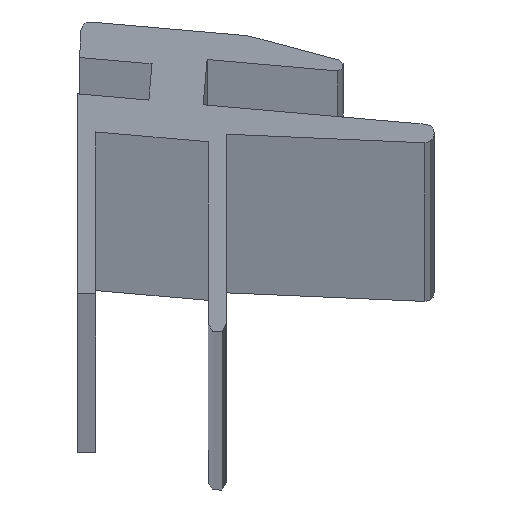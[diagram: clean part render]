
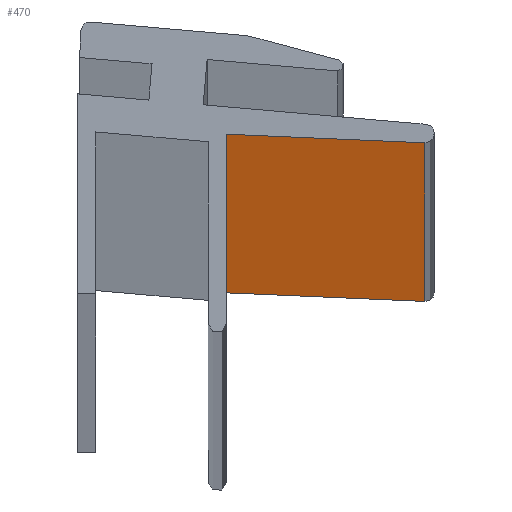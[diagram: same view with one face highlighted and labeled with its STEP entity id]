
A CAD part, top view. The second image highlights one B-rep face of the part: STEP entity #470.
In plain terms, the highlighted planar face has unit normal (-0.043, -0.999, 0).
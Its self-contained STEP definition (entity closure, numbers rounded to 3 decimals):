
#49=FACE_OUTER_BOUND('',#73,.T.);
#73=EDGE_LOOP('',(#412,#413,#414,#415));
#89=LINE('',#672,#145);
#114=LINE('',#735,#170);
#129=LINE('',#768,#185);
#130=LINE('',#770,#186);
#145=VECTOR('',#538,10.);
#170=VECTOR('',#583,10.);
#185=VECTOR('',#628,10.);
#186=VECTOR('',#631,10.);
#201=VERTEX_POINT('',#669);
#202=VERTEX_POINT('',#671);
#229=VERTEX_POINT('',#732);
#230=VERTEX_POINT('',#734);
#246=EDGE_CURVE('',#202,#201,#89,.T.);
#279=EDGE_CURVE('',#229,#230,#114,.T.);
#295=EDGE_CURVE('',#229,#202,#129,.T.);
#296=EDGE_CURVE('',#230,#201,#130,.T.);
#412=ORIENTED_EDGE('',*,*,#246,.T.);
#413=ORIENTED_EDGE('',*,*,#296,.F.);
#414=ORIENTED_EDGE('',*,*,#279,.F.);
#415=ORIENTED_EDGE('',*,*,#295,.T.);
#447=PLANE('',#512);
#470=ADVANCED_FACE('',(#49),#447,.T.);
#512=AXIS2_PLACEMENT_3D('',#769,#629,#630);
#538=DIRECTION('',(-0.999,0.043,0.));
#583=DIRECTION('',(-0.999,0.043,0.));
#628=DIRECTION('',(0.,0.,1.));
#629=DIRECTION('center_axis',(-0.043,-0.999,0.));
#630=DIRECTION('ref_axis',(0.,0.,-1.));
#631=DIRECTION('',(0.,0.,1.));
#669=CARTESIAN_POINT('',(7.176,-0.126,5000.));
#671=CARTESIAN_POINT('',(18.099,-0.599,5000.));
#672=CARTESIAN_POINT('',(18.099,-0.599,5000.));
#732=CARTESIAN_POINT('',(18.099,-0.599,0.));
#734=CARTESIAN_POINT('',(7.176,-0.126,0.));
#735=CARTESIAN_POINT('',(18.099,-0.599,0.));
#768=CARTESIAN_POINT('',(18.099,-0.599,0.));
#769=CARTESIAN_POINT('Origin',(18.099,-0.599,0.));
#770=CARTESIAN_POINT('',(7.176,-0.126,0.));
